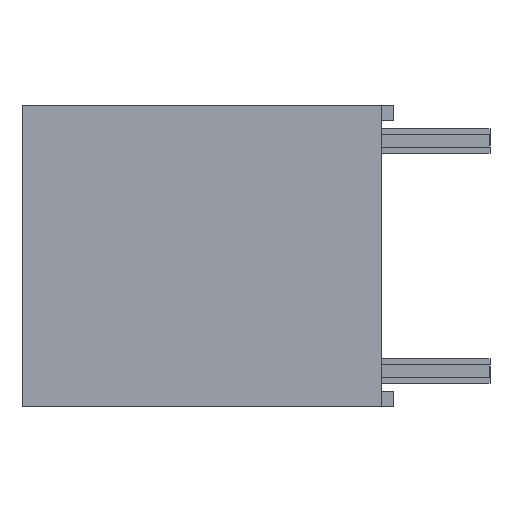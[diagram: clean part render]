
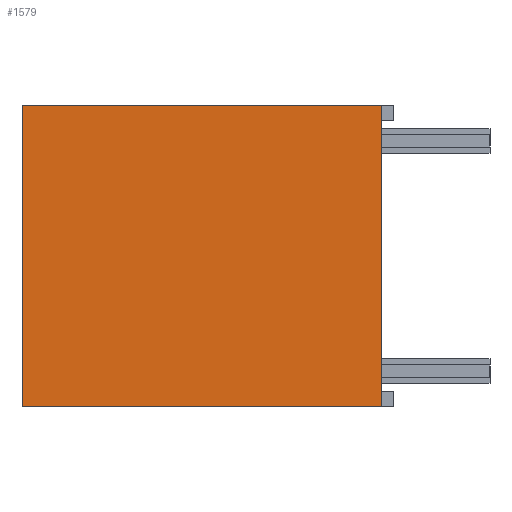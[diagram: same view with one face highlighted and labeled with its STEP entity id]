
A CAD part, left-side view. The second image highlights one B-rep face of the part: STEP entity #1579.
In plain terms, the highlighted planar face has unit normal (-1, 0, 0).
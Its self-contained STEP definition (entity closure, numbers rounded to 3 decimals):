
#24 = VERTEX_POINT ( 'NONE', #236 ) ;
#60 = EDGE_CURVE ( 'NONE', #1581, #24, #384, .T. ) ;
#65 = ORIENTED_EDGE ( 'NONE', *, *, #1549, .T. ) ;
#94 = ORIENTED_EDGE ( 'NONE', *, *, #60, .F. ) ;
#95 = EDGE_CURVE ( 'NONE', #24, #1452, #632, .T. ) ;
#138 = CARTESIAN_POINT ( 'NONE',  ( -1.5, 12.3, -8.81 ) ) ;
#179 = ORIENTED_EDGE ( 'NONE', *, *, #95, .F. ) ;
#236 = CARTESIAN_POINT ( 'NONE',  ( -1.5, 12.3, 1.19 ) ) ;
#384 = LINE ( 'NONE', #385, #386 ) ;
#385 = CARTESIAN_POINT ( 'NONE',  ( -1.5, 12.3, -8.81 ) ) ;
#386 = VECTOR ( 'NONE', #387, 1000. ) ;
#387 = DIRECTION ( 'NONE',  ( 0., 0., 1. ) ) ;
#542 = CARTESIAN_POINT ( 'NONE',  ( -1.5, 0.4, -8.81 ) ) ;
#589 = ORIENTED_EDGE ( 'NONE', *, *, #1442, .T. ) ;
#632 = LINE ( 'NONE', #633, #634 ) ;
#633 = CARTESIAN_POINT ( 'NONE',  ( -1.5, 12.3, 1.19 ) ) ;
#634 = VECTOR ( 'NONE', #635, 1000. ) ;
#635 = DIRECTION ( 'NONE',  ( 0., -1., 0. ) ) ;
#720 = FACE_OUTER_BOUND ( 'NONE', #1372, .T. ) ;
#721 = PLANE ( 'NONE',  #722 ) ;
#722 = AXIS2_PLACEMENT_3D ( 'NONE', #723, #724, #725 ) ;
#723 = CARTESIAN_POINT ( 'NONE',  ( -1.5, 12.3, -8.81 ) ) ;
#724 = DIRECTION ( 'NONE',  ( 1., 0., 0. ) ) ;
#725 = DIRECTION ( 'NONE',  ( 0., 0., -1. ) ) ;
#794 = LINE ( 'NONE', #795, #796 ) ;
#795 = CARTESIAN_POINT ( 'NONE',  ( -1.5, 12.3, -8.81 ) ) ;
#796 = VECTOR ( 'NONE', #797, 1000. ) ;
#797 = DIRECTION ( 'NONE',  ( 0., -1., 0. ) ) ;
#834 = CARTESIAN_POINT ( 'NONE',  ( -1.5, 0.4, 1.19 ) ) ;
#1173 = LINE ( 'NONE', #1174, #1175 ) ;
#1174 = CARTESIAN_POINT ( 'NONE',  ( -1.5, 0.4, -8.81 ) ) ;
#1175 = VECTOR ( 'NONE', #1176, 1000. ) ;
#1176 = DIRECTION ( 'NONE',  ( 0., 0., 1. ) ) ;
#1372 = EDGE_LOOP ( 'NONE', ( #65, #179, #94, #589 ) ) ;
#1392 = VERTEX_POINT ( 'NONE', #542 ) ;
#1442 = EDGE_CURVE ( 'NONE', #1581, #1392, #794, .T. ) ;
#1452 = VERTEX_POINT ( 'NONE', #834 ) ;
#1549 = EDGE_CURVE ( 'NONE', #1392, #1452, #1173, .T. ) ;
#1579 = ADVANCED_FACE ( 'NONE', ( #720 ), #721, .F. ) ;
#1581 = VERTEX_POINT ( 'NONE', #138 ) ;
